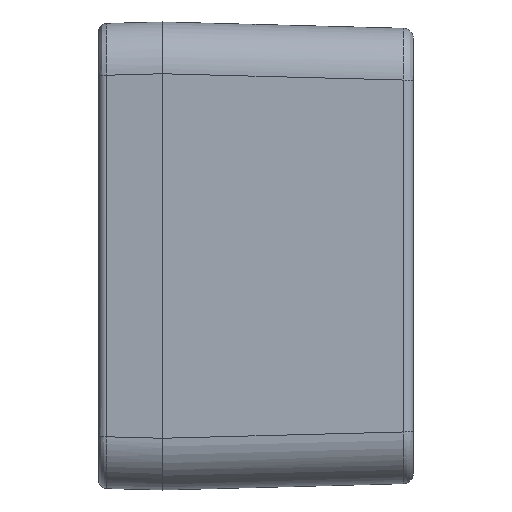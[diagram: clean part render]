
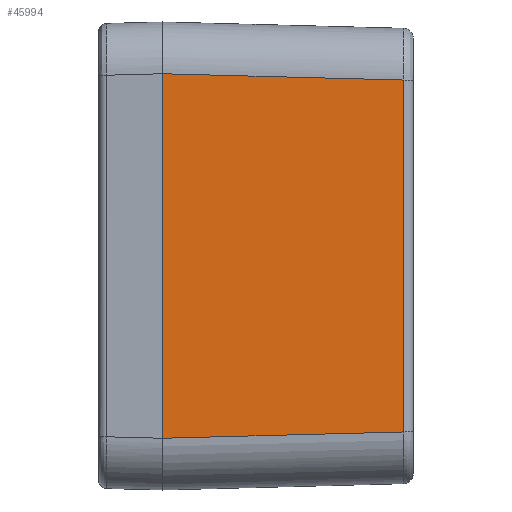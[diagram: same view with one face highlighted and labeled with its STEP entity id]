
A CAD part, left-side view. The second image highlights one B-rep face of the part: STEP entity #45994.
In plain terms, the highlighted planar face has unit normal (-1, -0.026, 0).
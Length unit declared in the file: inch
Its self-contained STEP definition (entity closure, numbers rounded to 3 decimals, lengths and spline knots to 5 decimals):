
#310 = VECTOR ( 'NONE', #35505, 39.37008 ) ;
#623 = CARTESIAN_POINT ( 'NONE',  ( -0.98711, -0.04139, 0.6919 ) ) ;
#2225 = EDGE_CURVE ( 'NONE', #28027, #23339, #6508, .T. ) ;
#4783 = LINE ( 'NONE', #9613, #21997 ) ;
#5773 = AXIS2_PLACEMENT_3D ( 'NONE', #12591, #30914, #46457 ) ;
#5789 = DIRECTION ( 'NONE',  ( 0., 0., -1. ) ) ;
#6508 = LINE ( 'NONE', #623, #310 ) ;
#7584 = CARTESIAN_POINT ( 'NONE',  ( -0.98819, 0., -0.88976 ) ) ;
#7815 = ORIENTED_EDGE ( 'NONE', *, *, #2225, .F. ) ;
#7909 = LINE ( 'NONE', #34890, #44363 ) ;
#9613 = CARTESIAN_POINT ( 'NONE',  ( -0.96424, -0.91442, -0.88976 ) ) ;
#12591 = CARTESIAN_POINT ( 'NONE',  ( -0.98819, 0., -0.88976 ) ) ;
#15090 = CARTESIAN_POINT ( 'NONE',  ( -0.96424, -0.91442, 0.66904 ) ) ;
#16124 = VERTEX_POINT ( 'NONE', #35763 ) ;
#16863 = VECTOR ( 'NONE', #50371, 39.37008 ) ;
#21905 = EDGE_CURVE ( 'NONE', #23339, #16124, #4783, .T. ) ;
#21997 = VECTOR ( 'NONE', #5789, 39.37008 ) ;
#23339 = VERTEX_POINT ( 'NONE', #15090 ) ;
#26821 = ORIENTED_EDGE ( 'NONE', *, *, #21905, .F. ) ;
#28027 = VERTEX_POINT ( 'NONE', #30693 ) ;
#28785 = EDGE_CURVE ( 'NONE', #35402, #16124, #7909, .T. ) ;
#30219 = EDGE_LOOP ( 'NONE', ( #7815, #44999, #30452, #26821 ) ) ;
#30452 = ORIENTED_EDGE ( 'NONE', *, *, #28785, .T. ) ;
#30693 = CARTESIAN_POINT ( 'NONE',  ( -0.98819, 0., 0.69298 ) ) ;
#30914 = DIRECTION ( 'NONE',  ( -1., -0.026, 0. ) ) ;
#31912 = FACE_OUTER_BOUND ( 'NONE', #30219, .T. ) ;
#33269 = EDGE_CURVE ( 'NONE', #28027, #35402, #38888, .T. ) ;
#34890 = CARTESIAN_POINT ( 'NONE',  ( -0.98819, 0., -0.69298 ) ) ;
#35402 = VERTEX_POINT ( 'NONE', #39966 ) ;
#35505 = DIRECTION ( 'NONE',  ( 0.026, -0.999, -0.026 ) ) ;
#35763 = CARTESIAN_POINT ( 'NONE',  ( -0.96424, -0.91442, -0.66904 ) ) ;
#38888 = LINE ( 'NONE', #7584, #16863 ) ;
#39966 = CARTESIAN_POINT ( 'NONE',  ( -0.98819, 0., -0.69298 ) ) ;
#42024 = DIRECTION ( 'NONE',  ( 0.026, -0.999, 0.026 ) ) ;
#44363 = VECTOR ( 'NONE', #42024, 39.37008 ) ;
#44999 = ORIENTED_EDGE ( 'NONE', *, *, #33269, .T. ) ;
#45994 = ADVANCED_FACE ( 'NONE', ( #31912 ), #47473, .T. ) ;
#46457 = DIRECTION ( 'NONE',  ( 0.026, -1., 0. ) ) ;
#47473 = PLANE ( 'NONE',  #5773 ) ;
#50371 = DIRECTION ( 'NONE',  ( 0., 0., -1. ) ) ;
